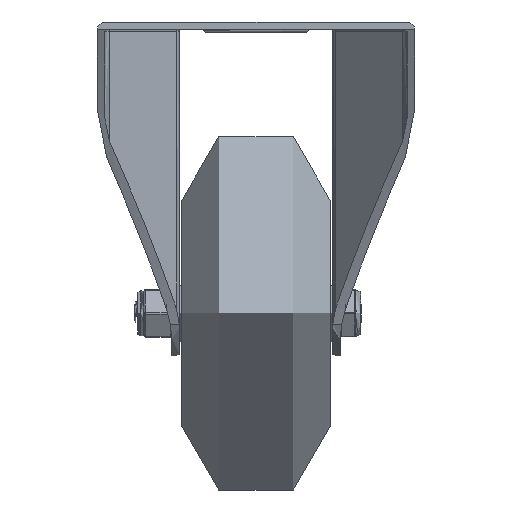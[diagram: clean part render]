
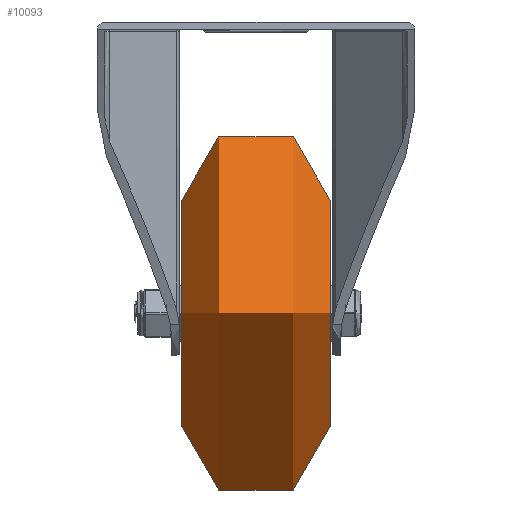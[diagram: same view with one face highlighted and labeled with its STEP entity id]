
A CAD part, left-side view. The second image highlights one B-rep face of the part: STEP entity #10093.
In plain terms, the highlighted toroidal (fillet/blend) face has major radius 30 mm and minor radius 20 mm.
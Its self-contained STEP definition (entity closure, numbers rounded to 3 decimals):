
#2749=FACE_OUTER_BOUND('',#3392,.T.);
#3392=EDGE_LOOP('',(#7667,#7668,#7669,#7670));
#4075=CIRCLE('',#11019,30.);
#4076=CIRCLE('',#11020,20.);
#4077=CIRCLE('',#11021,30.);
#4669=VERTEX_POINT('',#15919);
#4670=VERTEX_POINT('',#15921);
#5774=EDGE_CURVE('',#4669,#4669,#4075,.T.);
#5775=EDGE_CURVE('',#4669,#4670,#4076,.T.);
#5776=EDGE_CURVE('',#4670,#4670,#4077,.T.);
#7667=ORIENTED_EDGE('',*,*,#5774,.T.);
#7668=ORIENTED_EDGE('',*,*,#5775,.T.);
#7669=ORIENTED_EDGE('',*,*,#5776,.T.);
#7670=ORIENTED_EDGE('',*,*,#5775,.F.);
#9933=TOROIDAL_SURFACE('',#11018,30.,20.);
#10093=ADVANCED_FACE('',(#2749),#9933,.T.);
#11018=AXIS2_PLACEMENT_3D('',#15918,#12564,#12565);
#11019=AXIS2_PLACEMENT_3D('',#15920,#12566,#12567);
#11020=AXIS2_PLACEMENT_3D('',#15922,#12568,#12569);
#11021=AXIS2_PLACEMENT_3D('',#15923,#12570,#12571);
#12564=DIRECTION('center_axis',(0.,1.,0.));
#12565=DIRECTION('ref_axis',(0.,0.,
-1.));
#12566=DIRECTION('center_axis',(0.,-1.,0.));
#12567=DIRECTION('ref_axis',(0.,0.,
-1.));
#12568=DIRECTION('center_axis',(1.,0.,0.));
#12569=DIRECTION('ref_axis',(0.,0.,
1.));
#12570=DIRECTION('center_axis',(0.,1.,0.));
#12571=DIRECTION('ref_axis',(0.,0.,
-1.));
#15918=CARTESIAN_POINT('Origin',(0.,0.,
0.));
#15919=CARTESIAN_POINT('',(0.,20.,30.));
#15920=CARTESIAN_POINT('Origin',(0.,20.,0.));
#15921=CARTESIAN_POINT('',(0.,-20.,30.));
#15922=CARTESIAN_POINT('Origin',(0.,0.,
30.));
#15923=CARTESIAN_POINT('Origin',(0.,-20.,
0.));
